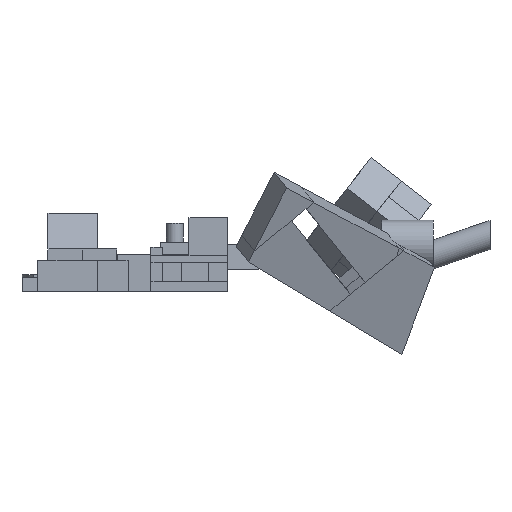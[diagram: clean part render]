
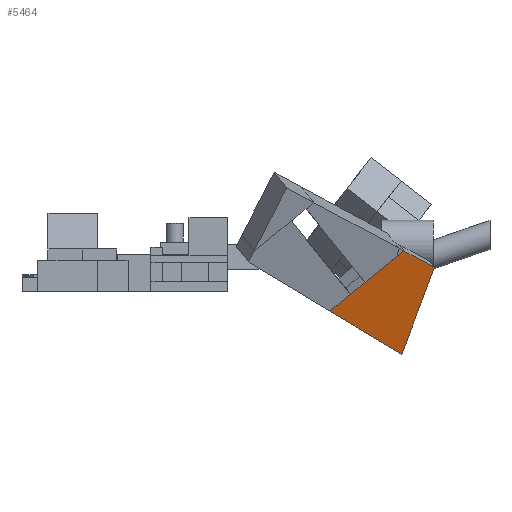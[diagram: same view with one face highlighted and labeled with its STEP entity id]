
A CAD part, left-side view. The second image highlights one B-rep face of the part: STEP entity #5464.
In plain terms, the highlighted planar face has unit normal (-0.883, -0.295, -0.365).
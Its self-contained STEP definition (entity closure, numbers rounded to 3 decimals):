
#5350 = EDGE_CURVE('',#5351,#5353,#5355,.T.);
#5351 = VERTEX_POINT('',#5352);
#5352 = CARTESIAN_POINT('',(-14.798,-42.382,
    -0.722));
#5353 = VERTEX_POINT('',#5354);
#5354 = CARTESIAN_POINT('',(-14.798,-46.267,
    2.424));
#5355 = SURFACE_CURVE('',#5356,(#5360,#5372),.PCURVE_S1.);
#5356 = LINE('',#5357,#5358);
#5357 = CARTESIAN_POINT('',(-14.798,-27.434,
    -12.826));
#5358 = VECTOR('',#5359,1.);
#5359 = DIRECTION('',(0.,-0.777,0.629)
  );
#5360 = PCURVE('',#5361,#5366);
#5361 = PLANE('',#5362);
#5362 = AXIS2_PLACEMENT_3D('',#5363,#5364,#5365);
#5363 = CARTESIAN_POINT('',(-4.971,-36.762,
    1.451));
#5364 = DIRECTION('',(0.469,-0.556,-0.686));
#5365 = DIRECTION('',(0.,-0.777,0.629)
  );
#5366 = DEFINITIONAL_REPRESENTATION('',(#5367),#5371);
#5367 = LINE('',#5368,#5369);
#5368 = CARTESIAN_POINT('',(-16.234,11.13));
#5369 = VECTOR('',#5370,1.);
#5370 = DIRECTION('',(1.,0.));
#5371 = ( GEOMETRIC_REPRESENTATION_CONTEXT(2) 
PARAMETRIC_REPRESENTATION_CONTEXT() REPRESENTATION_CONTEXT('2D SPACE',''
  ) );
#5372 = PCURVE('',#5373,#5378);
#5373 = PLANE('',#5374);
#5374 = AXIS2_PLACEMENT_3D('',#5375,#5376,#5377);
#5375 = CARTESIAN_POINT('',(-13.155,-16.763,
    -25.444));
#5376 = DIRECTION('',(0.883,0.295,0.365));
#5377 = DIRECTION('',(0.,-0.777,0.629)
  );
#5378 = DEFINITIONAL_REPRESENTATION('',(#5379),#5383);
#5379 = LINE('',#5380,#5381);
#5380 = CARTESIAN_POINT('',(16.234,-3.5));
#5381 = VECTOR('',#5382,1.);
#5382 = DIRECTION('',(1.,0.));
#5383 = ( GEOMETRIC_REPRESENTATION_CONTEXT(2) 
PARAMETRIC_REPRESENTATION_CONTEXT() REPRESENTATION_CONTEXT('2D SPACE',''
  ) );
#5401 = PLANE('',#5402);
#5402 = AXIS2_PLACEMENT_3D('',#5403,#5404,#5405);
#5403 = CARTESIAN_POINT('',(-4.971,-36.762,
    1.451));
#5404 = DIRECTION('',(0.469,-0.556,-0.686));
#5405 = DIRECTION('',(0.,-0.777,0.629)
  );
#5453 = PLANE('',#5454);
#5454 = AXIS2_PLACEMENT_3D('',#5455,#5456,#5457);
#5455 = CARTESIAN_POINT('',(-4.971,-36.762,
    1.451));
#5456 = DIRECTION('',(0.469,-0.556,-0.686));
#5457 = DIRECTION('',(0.,-0.777,0.629)
  );
#5464 = ADVANCED_FACE('',(#5465),#5373,.F.);
#5465 = FACE_BOUND('',#5466,.F.);
#5466 = EDGE_LOOP('',(#5467,#5488,#5516,#5544,#5572,#5591));
#5467 = ORIENTED_EDGE('',*,*,#5468,.F.);
#5468 = EDGE_CURVE('',#5469,#5353,#5471,.T.);
#5469 = VERTEX_POINT('',#5470);
#5470 = CARTESIAN_POINT('',(-14.798,-56.387,
    10.619));
#5471 = SURFACE_CURVE('',#5472,(#5476,#5482),.PCURVE_S1.);
#5472 = LINE('',#5473,#5474);
#5473 = CARTESIAN_POINT('',(-14.798,-27.434,
    -12.826));
#5474 = VECTOR('',#5475,1.);
#5475 = DIRECTION('',(0.,0.777,-0.629)
  );
#5476 = PCURVE('',#5373,#5477);
#5477 = DEFINITIONAL_REPRESENTATION('',(#5478),#5481);
#5478 = B_SPLINE_CURVE_WITH_KNOTS('',1,(#5479,#5480),.UNSPECIFIED.,.F.,
  .F.,(2,2),(-39.238,-8.906),.PIECEWISE_BEZIER_KNOTS.);
#5479 = CARTESIAN_POINT('',(55.471,-3.5));
#5480 = CARTESIAN_POINT('',(25.139,-3.5));
#5481 = ( GEOMETRIC_REPRESENTATION_CONTEXT(2) 
PARAMETRIC_REPRESENTATION_CONTEXT() REPRESENTATION_CONTEXT('2D SPACE',''
  ) );
#5482 = PCURVE('',#5453,#5483);
#5483 = DEFINITIONAL_REPRESENTATION('',(#5484),#5487);
#5484 = B_SPLINE_CURVE_WITH_KNOTS('',1,(#5485,#5486),.UNSPECIFIED.,.F.,
  .F.,(2,2),(-39.238,-8.906),.PIECEWISE_BEZIER_KNOTS.);
#5485 = CARTESIAN_POINT('',(23.004,11.13));
#5486 = CARTESIAN_POINT('',(-7.328,11.13));
#5487 = ( GEOMETRIC_REPRESENTATION_CONTEXT(2) 
PARAMETRIC_REPRESENTATION_CONTEXT() REPRESENTATION_CONTEXT('2D SPACE',''
  ) );
#5488 = ORIENTED_EDGE('',*,*,#5489,.T.);
#5489 = EDGE_CURVE('',#5469,#5490,#5492,.T.);
#5490 = VERTEX_POINT('',#5491);
#5491 = CARTESIAN_POINT('',(-10.338,-64.394,
    6.31));
#5492 = SURFACE_CURVE('',#5493,(#5497,#5504),.PCURVE_S1.);
#5493 = LINE('',#5494,#5495);
#5494 = CARTESIAN_POINT('',(-15.502,-55.123,
    11.3));
#5495 = VECTOR('',#5496,1.);
#5496 = DIRECTION('',(0.44,-0.791,-0.425));
#5497 = PCURVE('',#5373,#5498);
#5498 = DEFINITIONAL_REPRESENTATION('',(#5499),#5503);
#5499 = LINE('',#5500,#5501);
#5500 = CARTESIAN_POINT('',(52.935,-5.));
#5501 = VECTOR('',#5502,1.);
#5502 = DIRECTION('',(0.347,0.938));
#5503 = ( GEOMETRIC_REPRESENTATION_CONTEXT(2) 
PARAMETRIC_REPRESENTATION_CONTEXT() REPRESENTATION_CONTEXT('2D SPACE',''
  ) );
#5504 = PCURVE('',#5505,#5510);
#5505 = PLANE('',#5506);
#5506 = AXIS2_PLACEMENT_3D('',#5507,#5508,#5509);
#5507 = CARTESIAN_POINT('',(-12.92,-59.758,
    8.805));
#5508 = DIRECTION('',(-0.163,-0.536,0.828));
#5509 = DIRECTION('',(-0.957,0.29,0.)
  );
#5510 = DEFINITIONAL_REPRESENTATION('',(#5511),#5515);
#5511 = LINE('',#5512,#5513);
#5512 = CARTESIAN_POINT('',(3.817,-4.451));
#5513 = VECTOR('',#5514,1.);
#5514 = DIRECTION('',(-0.651,0.759));
#5515 = ( GEOMETRIC_REPRESENTATION_CONTEXT(2) 
PARAMETRIC_REPRESENTATION_CONTEXT() REPRESENTATION_CONTEXT('2D SPACE',''
  ) );
#5516 = ORIENTED_EDGE('',*,*,#5517,.T.);
#5517 = EDGE_CURVE('',#5490,#5518,#5520,.T.);
#5518 = VERTEX_POINT('',#5519);
#5519 = CARTESIAN_POINT('',(-3.765,-55.853,
    -16.512));
#5520 = SURFACE_CURVE('',#5521,(#5525,#5532),.PCURVE_S1.);
#5521 = LINE('',#5522,#5523);
#5522 = CARTESIAN_POINT('',(-10.338,-64.394,
    6.31));
#5523 = VECTOR('',#5524,1.);
#5524 = DIRECTION('',(0.26,0.338,-0.904));
#5525 = PCURVE('',#5373,#5526);
#5526 = DEFINITIONAL_REPRESENTATION('',(#5527),#5531);
#5527 = LINE('',#5528,#5529);
#5528 = CARTESIAN_POINT('',(57.,6.));
#5529 = VECTOR('',#5530,1.);
#5530 = DIRECTION('',(-0.832,0.555));
#5531 = ( GEOMETRIC_REPRESENTATION_CONTEXT(2) 
PARAMETRIC_REPRESENTATION_CONTEXT() REPRESENTATION_CONTEXT('2D SPACE',''
  ) );
#5532 = PCURVE('',#5533,#5538);
#5533 = PLANE('',#5534);
#5534 = AXIS2_PLACEMENT_3D('',#5535,#5536,#5537);
#5535 = CARTESIAN_POINT('',(-7.052,-60.124,
    -5.101));
#5536 = DIRECTION('',(0.391,-0.893,-0.222));
#5537 = DIRECTION('',(0.,0.241,-0.971
    ));
#5538 = DEFINITIONAL_REPRESENTATION('',(#5539),#5543);
#5539 = LINE('',#5540,#5541);
#5540 = CARTESIAN_POINT('',(-12.104,-3.57));
#5541 = VECTOR('',#5542,1.);
#5542 = DIRECTION('',(0.959,0.283));
#5543 = ( GEOMETRIC_REPRESENTATION_CONTEXT(2) 
PARAMETRIC_REPRESENTATION_CONTEXT() REPRESENTATION_CONTEXT('2D SPACE',''
  ) );
#5544 = ORIENTED_EDGE('',*,*,#5545,.F.);
#5545 = EDGE_CURVE('',#5546,#5518,#5548,.T.);
#5546 = VERTEX_POINT('',#5547);
#5547 = CARTESIAN_POINT('',(-14.798,-36.951,
    -5.119));
#5548 = SURFACE_CURVE('',#5549,(#5553,#5560),.PCURVE_S1.);
#5549 = LINE('',#5550,#5551);
#5550 = CARTESIAN_POINT('',(-7.991,-48.614,
    -12.149));
#5551 = VECTOR('',#5552,1.);
#5552 = DIRECTION('',(0.447,-0.766,-0.462));
#5553 = PCURVE('',#5373,#5554);
#5554 = DEFINITIONAL_REPRESENTATION('',(#5555),#5559);
#5555 = LINE('',#5556,#5557);
#5556 = CARTESIAN_POINT('',(33.12,11.));
#5557 = VECTOR('',#5558,1.);
#5558 = DIRECTION('',(0.305,0.952));
#5559 = ( GEOMETRIC_REPRESENTATION_CONTEXT(2) 
PARAMETRIC_REPRESENTATION_CONTEXT() REPRESENTATION_CONTEXT('2D SPACE',''
  ) );
#5560 = PCURVE('',#5561,#5566);
#5561 = PLANE('',#5562);
#5562 = AXIS2_PLACEMENT_3D('',#5563,#5564,#5565);
#5563 = CARTESIAN_POINT('',(-5.878,-52.234,
    -14.331));
#5564 = DIRECTION('',(0.143,0.571,-0.809));
#5565 = DIRECTION('',(-0.985,0.,
    -0.174));
#5566 = DEFINITIONAL_REPRESENTATION('',(#5567),#5571);
#5567 = LINE('',#5568,#5569);
#5568 = CARTESIAN_POINT('',(1.7,4.408));
#5569 = VECTOR('',#5570,1.);
#5570 = DIRECTION('',(-0.36,-0.933));
#5571 = ( GEOMETRIC_REPRESENTATION_CONTEXT(2) 
PARAMETRIC_REPRESENTATION_CONTEXT() REPRESENTATION_CONTEXT('2D SPACE',''
  ) );
#5572 = ORIENTED_EDGE('',*,*,#5573,.F.);
#5573 = EDGE_CURVE('',#5351,#5546,#5574,.T.);
#5574 = SURFACE_CURVE('',#5575,(#5579,#5585),.PCURVE_S1.);
#5575 = LINE('',#5576,#5577);
#5576 = CARTESIAN_POINT('',(-14.798,-27.434,
    -12.826));
#5577 = VECTOR('',#5578,1.);
#5578 = DIRECTION('',(0.,0.777,-0.629)
  );
#5579 = PCURVE('',#5373,#5580);
#5580 = DEFINITIONAL_REPRESENTATION('',(#5581),#5584);
#5581 = B_SPLINE_CURVE_WITH_KNOTS('',1,(#5582,#5583),.UNSPECIFIED.,.F.,
  .F.,(2,2),(-39.238,-8.906),.PIECEWISE_BEZIER_KNOTS.);
#5582 = CARTESIAN_POINT('',(55.471,-3.5));
#5583 = CARTESIAN_POINT('',(25.139,-3.5));
#5584 = ( GEOMETRIC_REPRESENTATION_CONTEXT(2) 
PARAMETRIC_REPRESENTATION_CONTEXT() REPRESENTATION_CONTEXT('2D SPACE',''
  ) );
#5585 = PCURVE('',#5401,#5586);
#5586 = DEFINITIONAL_REPRESENTATION('',(#5587),#5590);
#5587 = B_SPLINE_CURVE_WITH_KNOTS('',1,(#5588,#5589),.UNSPECIFIED.,.F.,
  .F.,(2,2),(-39.238,-8.906),.PIECEWISE_BEZIER_KNOTS.);
#5588 = CARTESIAN_POINT('',(23.004,11.13));
#5589 = CARTESIAN_POINT('',(-7.328,11.13));
#5590 = ( GEOMETRIC_REPRESENTATION_CONTEXT(2) 
PARAMETRIC_REPRESENTATION_CONTEXT() REPRESENTATION_CONTEXT('2D SPACE',''
  ) );
#5591 = ORIENTED_EDGE('',*,*,#5350,.T.);
